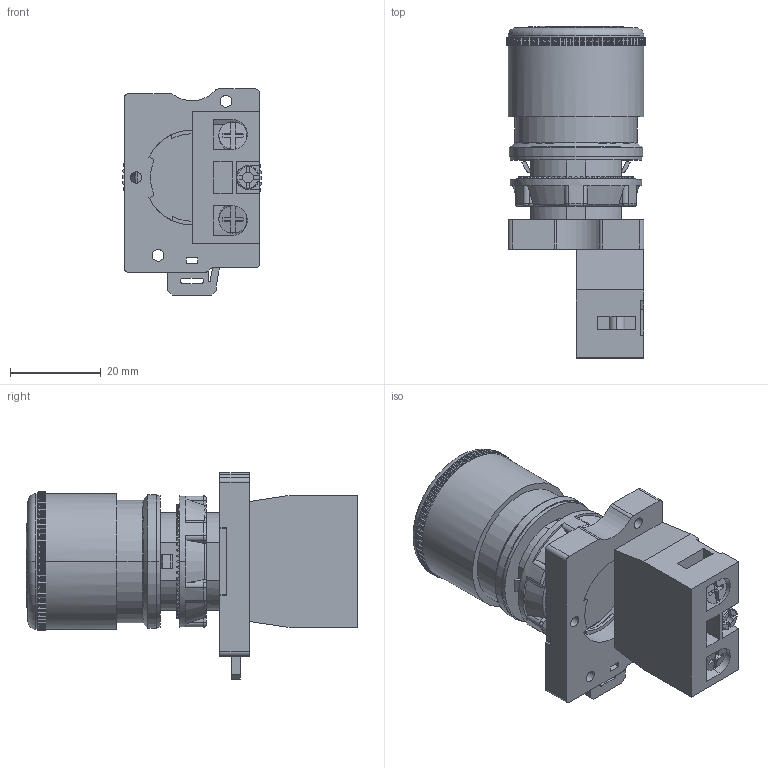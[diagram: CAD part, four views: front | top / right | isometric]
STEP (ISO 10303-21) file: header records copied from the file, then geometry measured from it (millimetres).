
FILE_DESCRIPTION((''),'2;1');
FILE_NAME('15','2024-05-13T',('Administrator'),('zyb.com'),'PRO/ENGINEER BY PARAMETRIC TECHNOLOGY CORPORATION, 2010280','PRO/ENGINEER BY PARAMETRIC TECHNOLOGY CORPORATION, 2010280','');
FILE_SCHEMA(('CONFIG_CONTROL_DESIGN','SHAPE_APPEARANCE_LAYERS_GROUPS'));
Products named in the file (1): 15
Bounding box: 30.7 x 73.3 x 45.5 mm (x, y, z)
Volume: 39794.1 mm3; surface area: 14265 mm2
Topology: 1 solids, 1 shells, 1368 faces, 3660 edges, 2381 vertices
Faces by surface type: plane 556, cylinder 503, bspline 191, torus 102, cone 12, extrusion 4
Entity records: 66962 total; most frequent: CARTESIAN_POINT 14356, ORIENTED_EDGE 7320, DIRECTION 6122, PRESENTATION_STYLE_ASSIGNMENT 4390, STYLED_ITEM 3665, CURVE_STYLE 3664, EDGE_CURVE 3660, VERTEX_POINT 2381
